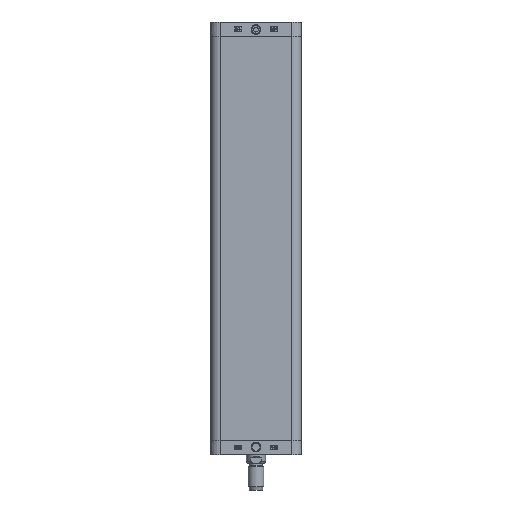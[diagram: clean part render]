
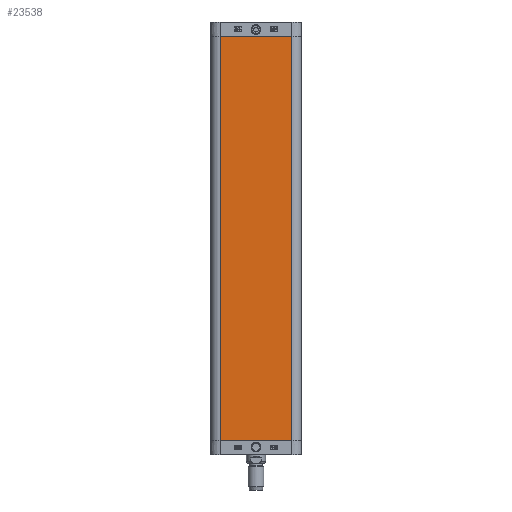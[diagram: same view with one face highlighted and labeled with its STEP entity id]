
A CAD part, left-side view. The second image highlights one B-rep face of the part: STEP entity #23538.
In plain terms, the highlighted planar face has unit normal (-1, 0, 0).
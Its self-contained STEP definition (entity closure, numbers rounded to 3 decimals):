
#20572=CARTESIAN_POINT('',(-47.75,-37.75,0.0));
#20573=VERTEX_POINT('',#20572);
#20581=CARTESIAN_POINT('',(-47.75,37.75,0.0));
#20582=VERTEX_POINT('',#20581);
#20583=CARTESIAN_POINT('',(-47.75,-37.75,0.0));
#20584=DIRECTION('',(0.0,1.0,0.0));
#20585=VECTOR('',#20584,75.5);
#20586=LINE('',#20583,#20585);
#20587=EDGE_CURVE('',#20573,#20582,#20586,.T.);
#20912=CARTESIAN_POINT('',(-47.75,37.75,424.0));
#20913=VERTEX_POINT('',#20912);
#20921=CARTESIAN_POINT('',(-47.75,-37.75,424.0));
#20922=VERTEX_POINT('',#20921);
#20923=CARTESIAN_POINT('',(-47.75,-37.75,424.0));
#20924=DIRECTION('',(0.0,1.0,0.0));
#20925=VECTOR('',#20924,75.5);
#20926=LINE('',#20923,#20925);
#20927=EDGE_CURVE('',#20922,#20913,#20926,.T.);
#23511=CARTESIAN_POINT('',(-47.75,-37.75,0.0));
#23512=DIRECTION('',(0.0,0.0,1.0));
#23513=VECTOR('',#23512,424.0);
#23514=LINE('',#23511,#23513);
#23515=EDGE_CURVE('',#20573,#20922,#23514,.T.);
#23522=CARTESIAN_POINT('',(-47.75,-37.75,0.0));
#23523=DIRECTION('',(-1.0,0.0,0.0));
#23524=DIRECTION('',(0.0,0.0,1.0));
#23525=AXIS2_PLACEMENT_3D('',#23522,#23523,#23524);
#23526=PLANE('',#23525);
#23527=ORIENTED_EDGE('',*,*,#20927,.T.);
#23528=CARTESIAN_POINT('',(-47.75,37.75,0.0));
#23529=DIRECTION('',(0.0,0.0,1.0));
#23530=VECTOR('',#23529,424.0);
#23531=LINE('',#23528,#23530);
#23532=EDGE_CURVE('',#20582,#20913,#23531,.T.);
#23533=ORIENTED_EDGE('',*,*,#23532,.F.);
#23534=ORIENTED_EDGE('',*,*,#20587,.F.);
#23535=ORIENTED_EDGE('',*,*,#23515,.T.);
#23536=EDGE_LOOP('',(#23527,#23533,#23534,#23535));
#23537=FACE_OUTER_BOUND('',#23536,.T.);
#23538=ADVANCED_FACE('',(#23537),#23526,.T.);
